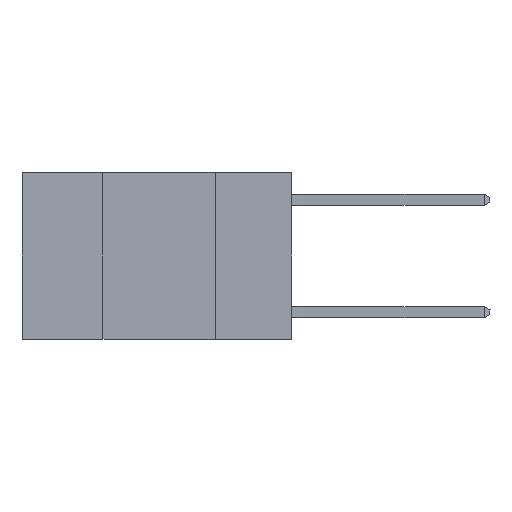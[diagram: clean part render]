
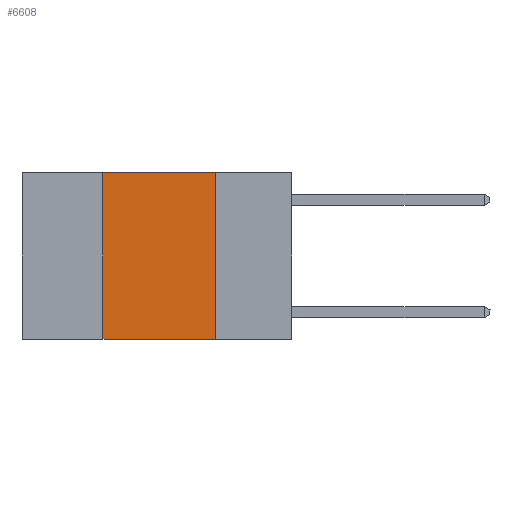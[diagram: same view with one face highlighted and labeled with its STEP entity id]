
A CAD part, left-side view. The second image highlights one B-rep face of the part: STEP entity #6608.
In plain terms, the highlighted planar face has unit normal (-1, 0, 0).
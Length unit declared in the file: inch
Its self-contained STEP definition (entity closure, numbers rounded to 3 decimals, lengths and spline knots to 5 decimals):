
#166 = CARTESIAN_POINT ( 'NONE',  ( 0., 0.17, 0. ) ) ;
#207 = PLANE ( 'NONE',  #15291 ) ;
#457 = EDGE_CURVE ( 'NONE', #5869, #3575, #8202, .T. ) ;
#708 = VECTOR ( 'NONE', #10055, 39.37008 ) ;
#1289 = EDGE_CURVE ( 'NONE', #12523, #5305, #5070, .T. ) ;
#1456 = DIRECTION ( 'NONE',  ( 1., 0., 0. ) ) ;
#2756 = EDGE_CURVE ( 'NONE', #5869, #5305, #13228, .T. ) ;
#2858 = ORIENTED_EDGE ( 'NONE', *, *, #10744, .F. ) ;
#3575 = VERTEX_POINT ( 'NONE', #5958 ) ;
#4174 = LINE ( 'NONE', #13617, #12760 ) ;
#4804 = CARTESIAN_POINT ( 'NONE',  ( 0., 0.42, -0.37 ) ) ;
#5027 = CARTESIAN_POINT ( 'NONE',  ( 0., 0.6, 0. ) ) ;
#5070 = LINE ( 'NONE', #6526, #708 ) ;
#5305 = VERTEX_POINT ( 'NONE', #10866 ) ;
#5869 = VERTEX_POINT ( 'NONE', #4804 ) ;
#5958 = CARTESIAN_POINT ( 'NONE',  ( 0., 0.42, 0. ) ) ;
#6526 = CARTESIAN_POINT ( 'NONE',  ( 0., 0.17, 0. ) ) ;
#6608 = ADVANCED_FACE ( 'NONE', ( #12590 ), #207, .F. ) ;
#6896 = DIRECTION ( 'NONE',  ( 0., -1., 0. ) ) ;
#7991 = CARTESIAN_POINT ( 'NONE',  ( 0., 0.6, -0.37 ) ) ;
#8202 = LINE ( 'NONE', #13778, #14015 ) ;
#8237 = DIRECTION ( 'NONE',  ( 0., 0., 1. ) ) ;
#8384 = ORIENTED_EDGE ( 'NONE', *, *, #1289, .F. ) ;
#9760 = DIRECTION ( 'NONE',  ( 0., 0., -1. ) ) ;
#9847 = ORIENTED_EDGE ( 'NONE', *, *, #2756, .T. ) ;
#10055 = DIRECTION ( 'NONE',  ( 0., 0., -1. ) ) ;
#10337 = EDGE_LOOP ( 'NONE', ( #8384, #2858, #12198, #9847 ) ) ;
#10744 = EDGE_CURVE ( 'NONE', #3575, #12523, #4174, .T. ) ;
#10866 = CARTESIAN_POINT ( 'NONE',  ( 0., 0.17, -0.37 ) ) ;
#11299 = DIRECTION ( 'NONE',  ( 0., -1., 0. ) ) ;
#12198 = ORIENTED_EDGE ( 'NONE', *, *, #457, .F. ) ;
#12510 = VECTOR ( 'NONE', #6896, 39.37008 ) ;
#12523 = VERTEX_POINT ( 'NONE', #166 ) ;
#12590 = FACE_OUTER_BOUND ( 'NONE', #10337, .T. ) ;
#12760 = VECTOR ( 'NONE', #11299, 39.37008 ) ;
#13228 = LINE ( 'NONE', #7991, #12510 ) ;
#13617 = CARTESIAN_POINT ( 'NONE',  ( 0., 0.6, 0. ) ) ;
#13778 = CARTESIAN_POINT ( 'NONE',  ( 0., 0.42, 0. ) ) ;
#14015 = VECTOR ( 'NONE', #8237, 39.37008 ) ;
#15291 = AXIS2_PLACEMENT_3D ( 'NONE', #5027, #1456, #9760 ) ;
